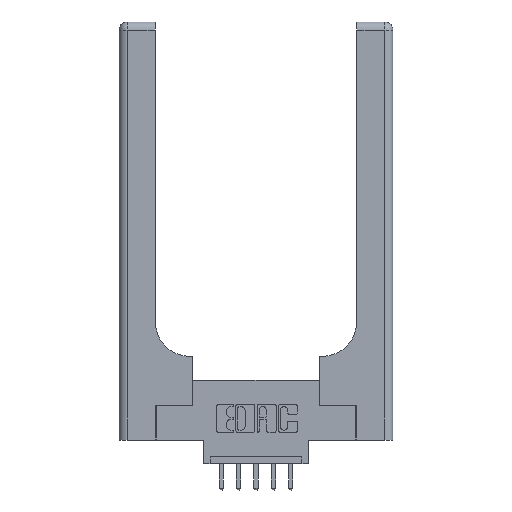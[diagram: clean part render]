
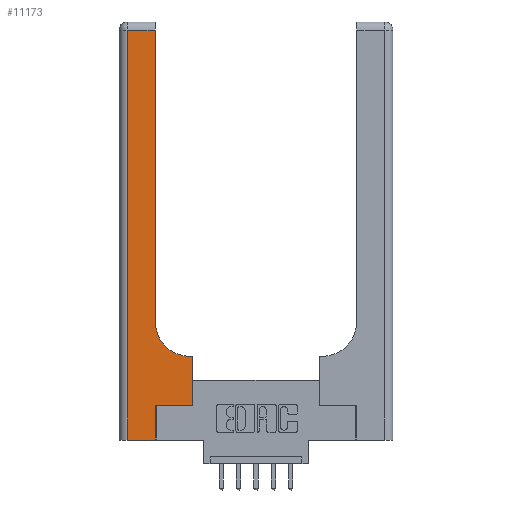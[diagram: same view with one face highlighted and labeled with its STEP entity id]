
A CAD part, top view. The second image highlights one B-rep face of the part: STEP entity #11173.
In plain terms, the highlighted planar face has unit normal (0, 0, 1).
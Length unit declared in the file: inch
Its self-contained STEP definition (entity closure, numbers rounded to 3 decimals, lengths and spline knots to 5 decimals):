
#111 = LINE ( 'NONE', #2238, #4929 ) ;
#130 = CARTESIAN_POINT ( 'NONE',  ( 0.26, 0.85, 0.37 ) ) ;
#327 = CARTESIAN_POINT ( 'NONE',  ( 0.26, 2.94, 0.37 ) ) ;
#563 = VERTEX_POINT ( 'NONE', #12109 ) ;
#580 = EDGE_CURVE ( 'NONE', #5433, #8192, #9462, .T. ) ;
#595 = ORIENTED_EDGE ( 'NONE', *, *, #11375, .T. ) ;
#616 = DIRECTION ( 'NONE',  ( 0., 1., 0. ) ) ;
#691 = ORIENTED_EDGE ( 'NONE', *, *, #2111, .T. ) ;
#821 = CARTESIAN_POINT ( 'NONE',  ( 0.26, 3., 0.37 ) ) ;
#875 = CARTESIAN_POINT ( 'NONE',  ( 0.265, 0., 0.37 ) ) ;
#1112 = DIRECTION ( 'NONE',  ( 1., 0., 0. ) ) ;
#1178 = DIRECTION ( 'NONE',  ( -1., 0., 0. ) ) ;
#1330 = VECTOR ( 'NONE', #7961, 39.37008 ) ;
#1331 = VECTOR ( 'NONE', #2617, 39.37008 ) ;
#1445 = VERTEX_POINT ( 'NONE', #327 ) ;
#1542 = ORIENTED_EDGE ( 'NONE', *, *, #3734, .T. ) ;
#1561 = VERTEX_POINT ( 'NONE', #3757 ) ;
#1685 = LINE ( 'NONE', #821, #9942 ) ;
#1781 = LINE ( 'NONE', #6145, #9031 ) ;
#1794 = DIRECTION ( 'NONE',  ( 1., 0., 0. ) ) ;
#2111 = EDGE_CURVE ( 'NONE', #1445, #3850, #11167, .T. ) ;
#2197 = VECTOR ( 'NONE', #1794, 39.37008 ) ;
#2238 = CARTESIAN_POINT ( 'NONE',  ( 0.265, 0.25, 0.37 ) ) ;
#2418 = DIRECTION ( 'NONE',  ( 1., 0., 0. ) ) ;
#2490 = CARTESIAN_POINT ( 'NONE',  ( 0.265, 0., 0.37 ) ) ;
#2617 = DIRECTION ( 'NONE',  ( 0., 1., 0. ) ) ;
#2692 = CARTESIAN_POINT ( 'NONE',  ( 0.26, 0.6, 0.37 ) ) ;
#2702 = ORIENTED_EDGE ( 'NONE', *, *, #12286, .T. ) ;
#3096 = ORIENTED_EDGE ( 'NONE', *, *, #10972, .T. ) ;
#3324 = VERTEX_POINT ( 'NONE', #130 ) ;
#3425 = ORIENTED_EDGE ( 'NONE', *, *, #580, .T. ) ;
#3672 = CARTESIAN_POINT ( 'NONE',  ( 0.528, 0.6, 0.37 ) ) ;
#3734 = EDGE_CURVE ( 'NONE', #9290, #563, #111, .T. ) ;
#3757 = CARTESIAN_POINT ( 'NONE',  ( 0.06, 0., 0.37 ) ) ;
#3850 = VERTEX_POINT ( 'NONE', #5970 ) ;
#3861 = AXIS2_PLACEMENT_3D ( 'NONE', #7817, #8992, #2418 ) ;
#4000 = DIRECTION ( 'NONE',  ( 0., 0., -1. ) ) ;
#4075 = CARTESIAN_POINT ( 'NONE',  ( 0., 3., 0.37 ) ) ;
#4557 = ORIENTED_EDGE ( 'NONE', *, *, #8235, .T. ) ;
#4602 = LINE ( 'NONE', #12403, #1331 ) ;
#4625 = LINE ( 'NONE', #2490, #1330 ) ;
#4929 = VECTOR ( 'NONE', #1112, 39.37008 ) ;
#5433 = VERTEX_POINT ( 'NONE', #3672 ) ;
#5782 = VECTOR ( 'NONE', #1178, 39.37008 ) ;
#5970 = CARTESIAN_POINT ( 'NONE',  ( 0.06, 2.94, 0.37 ) ) ;
#6145 = CARTESIAN_POINT ( 'NONE',  ( 0.06, 3., 0.37 ) ) ;
#6163 = FACE_OUTER_BOUND ( 'NONE', #11411, .T. ) ;
#7037 = CARTESIAN_POINT ( 'NONE',  ( 0.51, 0.6, 0.37 ) ) ;
#7817 = CARTESIAN_POINT ( 'NONE',  ( 0.51, 0.85, 0.37 ) ) ;
#7961 = DIRECTION ( 'NONE',  ( 0., 1., 0. ) ) ;
#8192 = VERTEX_POINT ( 'NONE', #7037 ) ;
#8235 = EDGE_CURVE ( 'NONE', #563, #5433, #4602, .T. ) ;
#8384 = DIRECTION ( 'NONE',  ( -1., 0., 0. ) ) ;
#8992 = DIRECTION ( 'NONE',  ( 0., 0., -1. ) ) ;
#9031 = VECTOR ( 'NONE', #10417, 39.37008 ) ;
#9164 = ORIENTED_EDGE ( 'NONE', *, *, #9569, .T. ) ;
#9290 = VERTEX_POINT ( 'NONE', #13862 ) ;
#9462 = LINE ( 'NONE', #2692, #12823 ) ;
#9569 = EDGE_CURVE ( 'NONE', #1561, #10500, #13713, .T. ) ;
#9794 = EDGE_CURVE ( 'NONE', #10500, #9290, #4625, .T. ) ;
#9942 = VECTOR ( 'NONE', #616, 39.37008 ) ;
#10417 = DIRECTION ( 'NONE',  ( 0., -1., 0. ) ) ;
#10500 = VERTEX_POINT ( 'NONE', #875 ) ;
#10972 = EDGE_CURVE ( 'NONE', #3324, #1445, #1685, .T. ) ;
#11167 = LINE ( 'NONE', #12093, #5782 ) ;
#11173 = ADVANCED_FACE ( 'NONE', ( #6163 ), #13716, .F. ) ;
#11375 = EDGE_CURVE ( 'NONE', #3850, #1561, #1781, .T. ) ;
#11411 = EDGE_LOOP ( 'NONE', ( #3096, #691, #595, #9164, #12544, #1542, #4557, #3425, #2702 ) ) ;
#11448 = DIRECTION ( 'NONE',  ( -1., 0., 0. ) ) ;
#11530 = CIRCLE ( 'NONE', #3861, 0.25 ) ;
#12093 = CARTESIAN_POINT ( 'NONE',  ( 0., 2.94, 0.37 ) ) ;
#12109 = CARTESIAN_POINT ( 'NONE',  ( 0.528, 0.25, 0.37 ) ) ;
#12286 = EDGE_CURVE ( 'NONE', #8192, #3324, #11530, .T. ) ;
#12403 = CARTESIAN_POINT ( 'NONE',  ( 0.528, 0.25, 0.37 ) ) ;
#12544 = ORIENTED_EDGE ( 'NONE', *, *, #9794, .T. ) ;
#12586 = CARTESIAN_POINT ( 'NONE',  ( 0., 0., 0.37 ) ) ;
#12823 = VECTOR ( 'NONE', #11448, 39.37008 ) ;
#13713 = LINE ( 'NONE', #12586, #2197 ) ;
#13716 = PLANE ( 'NONE',  #13735 ) ;
#13735 = AXIS2_PLACEMENT_3D ( 'NONE', #4075, #4000, #8384 ) ;
#13862 = CARTESIAN_POINT ( 'NONE',  ( 0.265, 0.25, 0.37 ) ) ;
